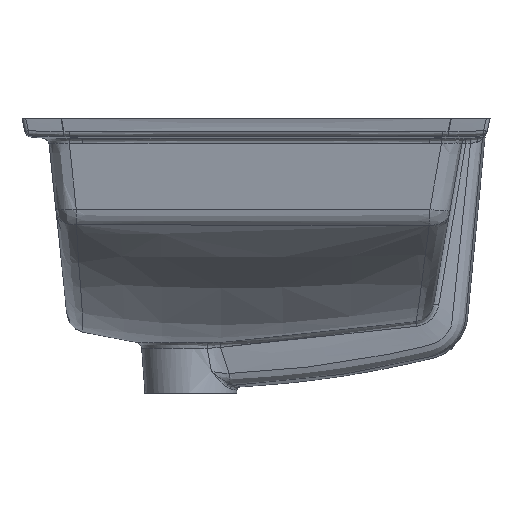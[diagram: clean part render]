
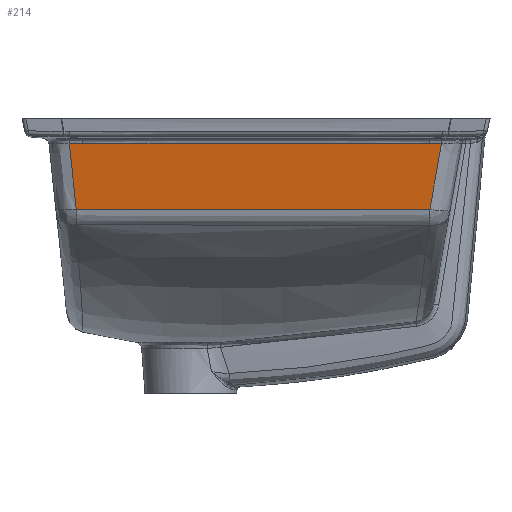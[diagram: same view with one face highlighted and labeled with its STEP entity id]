
A CAD part, left-side view. The second image highlights one B-rep face of the part: STEP entity #214.
In plain terms, the highlighted planar face has unit normal (-0.988, 0, -0.156).
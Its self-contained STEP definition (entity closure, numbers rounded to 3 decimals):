
#214=ADVANCED_FACE('',(#533),#4651,.T.);
#533=FACE_OUTER_BOUND('',#855,.T.);
#855=EDGE_LOOP('',(#1910,#1911,#1912,#1913,#1914,#1915));
#1910=ORIENTED_EDGE('',*,*,#2932,.F.);
#1911=ORIENTED_EDGE('',*,*,#2929,.T.);
#1912=ORIENTED_EDGE('',*,*,#3064,.F.);
#1913=ORIENTED_EDGE('',*,*,#3063,.F.);
#1914=ORIENTED_EDGE('',*,*,#3071,.F.);
#1915=ORIENTED_EDGE('',*,*,#2933,.F.);
#2929=EDGE_CURVE('',#4245,#4246,#3733,.T.);
#2932=EDGE_CURVE('',#4245,#4247,#3735,.T.);
#2933=EDGE_CURVE('',#4247,#4248,#3736,.T.);
#3063=EDGE_CURVE('',#4249,#4250,#3827,.T.);
#3064=EDGE_CURVE('',#4250,#4246,#3828,.T.);
#3071=EDGE_CURVE('',#4248,#4249,#3833,.T.);
#3733=B_SPLINE_CURVE_WITH_KNOTS('',3,(#20151,#20152,#20153,#20154,#20155,
#20156),.UNSPECIFIED.,.F.,.F.,(4,1,1,4),(0.,3.514,7.028,
10.542),.UNSPECIFIED.);
#3735=B_SPLINE_CURVE_WITH_KNOTS('',3,(#20166,#20167,#20168,#20169,#20170,
#20171),.UNSPECIFIED.,.F.,.F.,(4,1,1,4),(0.,89.443,178.886,
268.329),.UNSPECIFIED.);
#3736=B_SPLINE_CURVE_WITH_KNOTS('',3,(#20172,#20173,#20174,#20175,#20176,
#20177),.UNSPECIFIED.,.F.,.F.,(4,1,1,4),(-9.471,-6.314,
-3.157,0.),.UNSPECIFIED.);
#3827=B_SPLINE_CURVE_WITH_KNOTS('',3,(#21455,#21456,#21457,#21458,#21459,
#21460,#21461,#21462,#21463,#21464,#21465,#21466,#21467,#21468,#21469,#21470,
#21471,#21472,#21473,#21474,#21475,#21476,#21477,#21478,#21479,#21480),
 .UNSPECIFIED.,.F.,.F.,(4,1,1,1,1,1,1,1,1,1,1,1,1,1,1,1,1,1,1,1,1,1,1,4),
(-273.983,-262.07,-250.158,-238.246,
-226.333,-214.421,-202.509,-190.597,
-178.684,-166.772,-154.86,-142.947,
-131.035,-119.123,-107.211,-95.298,
-83.386,-71.474,-59.561,-47.649,
-35.737,-23.825,-11.912,0.),.UNSPECIFIED.);
#3828=B_SPLINE_CURVE_WITH_KNOTS('',3,(#21481,#21482,#21483,#21484,#21485,
#21486),.UNSPECIFIED.,.F.,.F.,(4,1,1,4),(-51.906,-34.604,
-17.302,0.),.UNSPECIFIED.);
#3833=B_SPLINE_CURVE_WITH_KNOTS('',3,(#21525,#21526,#21527,#21528,#21529,
#21530),.UNSPECIFIED.,.F.,.F.,(4,1,1,4),(-52.316,-34.877,
-17.439,0.),.UNSPECIFIED.);
#4245=VERTEX_POINT('',#17179);
#4246=VERTEX_POINT('',#17180);
#4247=VERTEX_POINT('',#17181);
#4248=VERTEX_POINT('',#17182);
#4249=VERTEX_POINT('',#17183);
#4250=VERTEX_POINT('',#17184);
#4651=PLANE('',#4702);
#4702=AXIS2_PLACEMENT_3D('',#10932,#4752,$);
#4752=DIRECTION('',(-0.988,0.,-0.156));
#10932=CARTESIAN_POINT('',(-240.385,12.964,198.904));
#17179=CARTESIAN_POINT('',(-239.378,320.584,192.544));
#17180=CARTESIAN_POINT('',(-239.392,331.126,192.632));
#17181=CARTESIAN_POINT('',(-239.378,52.254,192.544));
#17182=CARTESIAN_POINT('',(-239.389,42.784,192.615));
#17183=CARTESIAN_POINT('',(-231.326,51.771,141.711));
#17184=CARTESIAN_POINT('',(-231.315,325.748,141.641));
#20151=CARTESIAN_POINT('',(-239.378,320.584,192.544));
#20152=CARTESIAN_POINT('',(-239.378,321.755,192.543));
#20153=CARTESIAN_POINT('',(-239.379,324.098,192.549));
#20154=CARTESIAN_POINT('',(-239.383,327.612,192.579));
#20155=CARTESIAN_POINT('',(-239.389,329.954,192.612));
#20156=CARTESIAN_POINT('',(-239.392,331.126,192.632));
#20166=CARTESIAN_POINT('',(-239.378,320.584,192.544));
#20167=CARTESIAN_POINT('',(-239.38,290.839,192.556));
#20168=CARTESIAN_POINT('',(-239.382,231.3,192.573));
#20169=CARTESIAN_POINT('',(-239.382,141.66,192.573));
#20170=CARTESIAN_POINT('',(-239.38,82.052,192.556));
#20171=CARTESIAN_POINT('',(-239.378,52.254,192.544));
#20172=CARTESIAN_POINT('',(-239.378,52.254,192.544));
#20173=CARTESIAN_POINT('',(-239.378,51.202,192.543));
#20174=CARTESIAN_POINT('',(-239.378,49.097,192.548));
#20175=CARTESIAN_POINT('',(-239.382,45.941,192.572));
#20176=CARTESIAN_POINT('',(-239.386,43.836,192.599));
#20177=CARTESIAN_POINT('',(-239.389,42.784,192.615));
#21455=CARTESIAN_POINT('',(-231.326,51.771,141.711));
#21456=CARTESIAN_POINT('',(-231.322,56.916,141.685));
#21457=CARTESIAN_POINT('',(-231.314,66.728,141.633));
#21458=CARTESIAN_POINT('',(-231.303,79.861,141.56));
#21459=CARTESIAN_POINT('',(-231.292,91.851,141.494));
#21460=CARTESIAN_POINT('',(-231.283,102.947,141.433));
#21461=CARTESIAN_POINT('',(-231.274,113.345,141.378));
#21462=CARTESIAN_POINT('',(-231.266,123.416,141.327));
#21463=CARTESIAN_POINT('',(-231.258,133.764,141.278));
#21464=CARTESIAN_POINT('',(-231.251,144.111,141.233));
#21465=CARTESIAN_POINT('',(-231.245,154.32,141.195));
#21466=CARTESIAN_POINT('',(-231.239,165.199,141.16));
#21467=CARTESIAN_POINT('',(-231.234,178.264,141.125));
#21468=CARTESIAN_POINT('',(-231.23,191.88,141.098));
#21469=CARTESIAN_POINT('',(-231.227,203.546,141.082));
#21470=CARTESIAN_POINT('',(-231.225,213.918,141.072));
#21471=CARTESIAN_POINT('',(-231.224,223.964,141.064));
#21472=CARTESIAN_POINT('',(-231.223,234.197,141.059));
#21473=CARTESIAN_POINT('',(-231.223,244.241,141.056));
#21474=CARTESIAN_POINT('',(-231.223,254.146,141.058));
#21475=CARTESIAN_POINT('',(-231.225,265.002,141.071));
#21476=CARTESIAN_POINT('',(-231.231,277.127,141.109));
#21477=CARTESIAN_POINT('',(-231.245,291.002,141.194));
#21478=CARTESIAN_POINT('',(-231.27,306.978,141.354));
#21479=CARTESIAN_POINT('',(-231.298,319.235,141.53));
#21480=CARTESIAN_POINT('',(-231.315,325.748,141.641));
#21481=CARTESIAN_POINT('',(-231.315,325.748,141.641));
#21482=CARTESIAN_POINT('',(-232.219,326.347,147.347));
#21483=CARTESIAN_POINT('',(-234.023,327.543,158.732));
#21484=CARTESIAN_POINT('',(-236.715,329.336,175.729));
#21485=CARTESIAN_POINT('',(-238.501,330.529,187.007));
#21486=CARTESIAN_POINT('',(-239.392,331.126,192.632));
#21525=CARTESIAN_POINT('',(-239.389,42.784,192.615));
#21526=CARTESIAN_POINT('',(-238.498,43.779,186.992));
#21527=CARTESIAN_POINT('',(-236.714,45.771,175.725));
#21528=CARTESIAN_POINT('',(-234.027,48.766,158.757));
#21529=CARTESIAN_POINT('',(-232.228,50.768,147.4));
#21530=CARTESIAN_POINT('',(-231.326,51.771,141.711));
